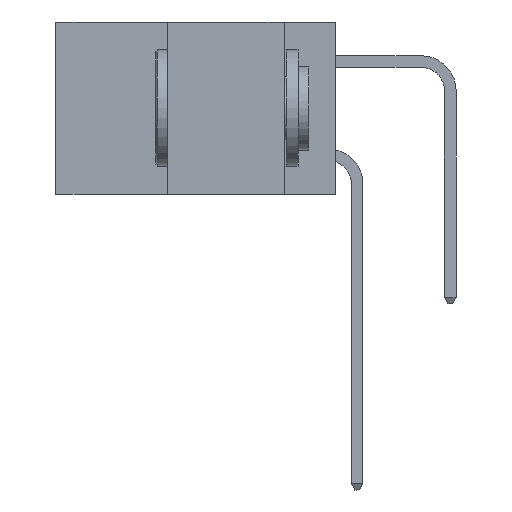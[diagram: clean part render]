
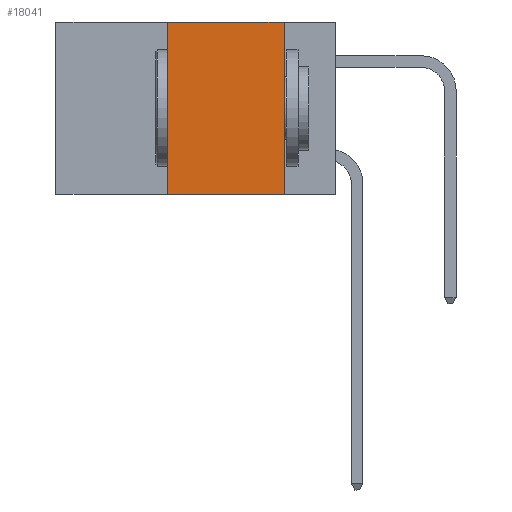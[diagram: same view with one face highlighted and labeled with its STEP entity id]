
A CAD part, left-side view. The second image highlights one B-rep face of the part: STEP entity #18041.
In plain terms, the highlighted planar face has unit normal (-1, 0, 0).
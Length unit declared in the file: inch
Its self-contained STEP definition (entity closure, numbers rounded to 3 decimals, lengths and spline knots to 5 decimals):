
#368 = VECTOR ( 'NONE', #21208, 39.37008 ) ;
#454 = PLANE ( 'NONE',  #17630 ) ;
#606 = DIRECTION ( 'NONE',  ( 0., 0., -1. ) ) ;
#785 = LINE ( 'NONE', #4009, #15116 ) ;
#1962 = VECTOR ( 'NONE', #11026, 39.37008 ) ;
#2300 = DIRECTION ( 'NONE',  ( 0., 0., -1. ) ) ;
#2638 = CARTESIAN_POINT ( 'NONE',  ( 0., 0.36, -0.37 ) ) ;
#2981 = VECTOR ( 'NONE', #606, 39.37008 ) ;
#3283 = EDGE_CURVE ( 'NONE', #21468, #22443, #15714, .T. ) ;
#4009 = CARTESIAN_POINT ( 'NONE',  ( 0., 0.6, 0. ) ) ;
#4189 = ORIENTED_EDGE ( 'NONE', *, *, #3283, .T. ) ;
#5819 = LINE ( 'NONE', #12387, #368 ) ;
#5848 = DIRECTION ( 'NONE',  ( 0., -1., 0. ) ) ;
#5973 = CARTESIAN_POINT ( 'NONE',  ( 0., 0.11, -0.37 ) ) ;
#6022 = CARTESIAN_POINT ( 'NONE',  ( 0., 0.11, 0. ) ) ;
#6991 = EDGE_CURVE ( 'NONE', #21468, #18075, #5819, .T. ) ;
#8323 = LINE ( 'NONE', #13114, #2981 ) ;
#8501 = FACE_OUTER_BOUND ( 'NONE', #11804, .T. ) ;
#9984 = EDGE_CURVE ( 'NONE', #18075, #10417, #785, .T. ) ;
#10417 = VERTEX_POINT ( 'NONE', #6022 ) ;
#11026 = DIRECTION ( 'NONE',  ( 0., -1., 0. ) ) ;
#11030 = CARTESIAN_POINT ( 'NONE',  ( 0., 0.6, -0.37 ) ) ;
#11321 = CARTESIAN_POINT ( 'NONE',  ( 0., 0.36, 0. ) ) ;
#11804 = EDGE_LOOP ( 'NONE', ( #21632, #16130, #17275, #4189 ) ) ;
#12387 = CARTESIAN_POINT ( 'NONE',  ( 0., 0.36, 0. ) ) ;
#13048 = DIRECTION ( 'NONE',  ( 1., 0., 0. ) ) ;
#13114 = CARTESIAN_POINT ( 'NONE',  ( 0., 0.11, 0. ) ) ;
#15116 = VECTOR ( 'NONE', #5848, 39.37008 ) ;
#15714 = LINE ( 'NONE', #11030, #1962 ) ;
#16058 = EDGE_CURVE ( 'NONE', #10417, #22443, #8323, .T. ) ;
#16130 = ORIENTED_EDGE ( 'NONE', *, *, #9984, .F. ) ;
#17275 = ORIENTED_EDGE ( 'NONE', *, *, #6991, .F. ) ;
#17630 = AXIS2_PLACEMENT_3D ( 'NONE', #18338, #13048, #2300 ) ;
#18041 = ADVANCED_FACE ( 'NONE', ( #8501 ), #454, .F. ) ;
#18075 = VERTEX_POINT ( 'NONE', #11321 ) ;
#18338 = CARTESIAN_POINT ( 'NONE',  ( 0., 0.6, 0. ) ) ;
#21208 = DIRECTION ( 'NONE',  ( 0., 0., 1. ) ) ;
#21468 = VERTEX_POINT ( 'NONE', #2638 ) ;
#21632 = ORIENTED_EDGE ( 'NONE', *, *, #16058, .F. ) ;
#22443 = VERTEX_POINT ( 'NONE', #5973 ) ;
